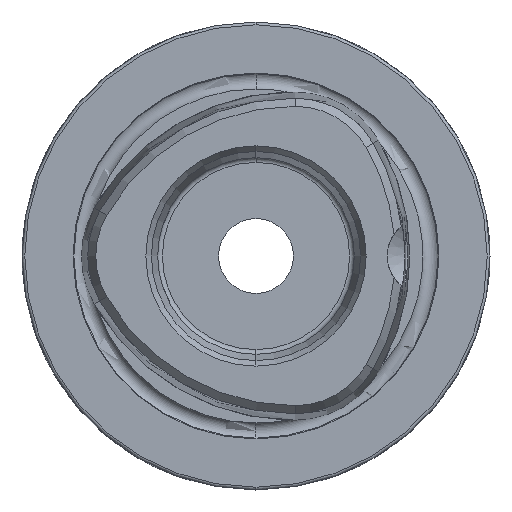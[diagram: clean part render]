
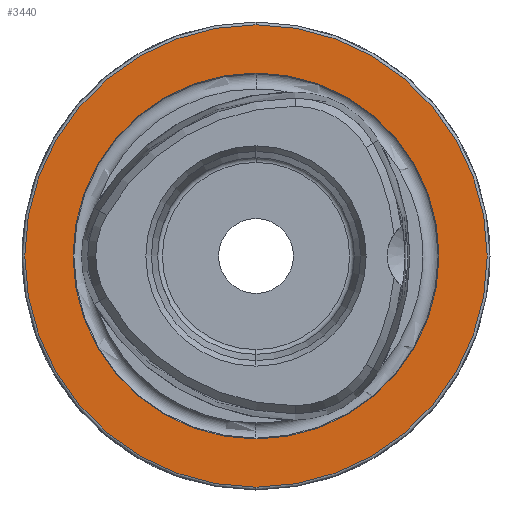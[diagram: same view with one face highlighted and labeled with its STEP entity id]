
A CAD part, left-side view. The second image highlights one B-rep face of the part: STEP entity #3440.
In plain terms, the highlighted planar face has unit normal (-1, 0, 0).
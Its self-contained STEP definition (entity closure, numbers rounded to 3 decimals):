
#125 = ORIENTED_EDGE ( 'NONE', *, *, #1793, .T. ) ;
#203 = EDGE_CURVE ( 'NONE', #3823, #1071, #1350, .T. ) ;
#434 = AXIS2_PLACEMENT_3D ( 'NONE', #2885, #3253, #4753 ) ;
#468 = ORIENTED_EDGE ( 'NONE', *, *, #203, .T. ) ;
#470 = CARTESIAN_POINT ( 'NONE',  ( 0., 0., 0. ) ) ;
#657 = CARTESIAN_POINT ( 'NONE',  ( 0., 0., -19.55 ) ) ;
#689 = AXIS2_PLACEMENT_3D ( 'NONE', #1958, #3916, #2352 ) ;
#784 = DIRECTION ( 'NONE',  ( 0., 0., 1. ) ) ;
#824 = CARTESIAN_POINT ( 'NONE',  ( 0., 0., 0. ) ) ;
#841 = CIRCLE ( 'NONE', #4452, 24.7 ) ;
#904 = CARTESIAN_POINT ( 'NONE',  ( 0., 0., 19.55 ) ) ;
#942 = ORIENTED_EDGE ( 'NONE', *, *, #3834, .F. ) ;
#1071 = VERTEX_POINT ( 'NONE', #1657 ) ;
#1201 = DIRECTION ( 'NONE',  ( 0., 0., 1. ) ) ;
#1350 = CIRCLE ( 'NONE', #3136, 24.7 ) ;
#1587 = EDGE_CURVE ( 'NONE', #3713, #4167, #3895, .T. ) ;
#1657 = CARTESIAN_POINT ( 'NONE',  ( 0., 0., 24.7 ) ) ;
#1793 = EDGE_CURVE ( 'NONE', #1071, #3823, #841, .T. ) ;
#1958 = CARTESIAN_POINT ( 'NONE',  ( 0., 0., 0. ) ) ;
#2160 = ORIENTED_EDGE ( 'NONE', *, *, #1587, .F. ) ;
#2352 = DIRECTION ( 'NONE',  ( 0., 0., 1. ) ) ;
#2414 = EDGE_LOOP ( 'NONE', ( #2160, #942 ) ) ;
#2451 = EDGE_LOOP ( 'NONE', ( #125, #468 ) ) ;
#2885 = CARTESIAN_POINT ( 'NONE',  ( 0., 0., 0. ) ) ;
#2938 = PLANE ( 'NONE',  #4418 ) ;
#2980 = DIRECTION ( 'NONE',  ( 0., 0., -1. ) ) ;
#3034 = DIRECTION ( 'NONE',  ( 1., 0., 0. ) ) ;
#3136 = AXIS2_PLACEMENT_3D ( 'NONE', #470, #3370, #784 ) ;
#3196 = CARTESIAN_POINT ( 'NONE',  ( 0., 0., -24.7 ) ) ;
#3253 = DIRECTION ( 'NONE',  ( -1., 0., 0. ) ) ;
#3370 = DIRECTION ( 'NONE',  ( -1., 0., 0. ) ) ;
#3406 = CARTESIAN_POINT ( 'NONE',  ( 0., 19.55, 0. ) ) ;
#3440 = ADVANCED_FACE ( 'NONE', ( #4555, #4149 ), #2938, .F. ) ;
#3713 = VERTEX_POINT ( 'NONE', #904 ) ;
#3823 = VERTEX_POINT ( 'NONE', #3196 ) ;
#3834 = EDGE_CURVE ( 'NONE', #4167, #3713, #4757, .T. ) ;
#3895 = CIRCLE ( 'NONE', #689, 19.55 ) ;
#3916 = DIRECTION ( 'NONE',  ( -1., 0., 0. ) ) ;
#4149 = FACE_OUTER_BOUND ( 'NONE', #2451, .T. ) ;
#4160 = DIRECTION ( 'NONE',  ( -1., 0., 0. ) ) ;
#4167 = VERTEX_POINT ( 'NONE', #657 ) ;
#4418 = AXIS2_PLACEMENT_3D ( 'NONE', #3406, #3034, #2980 ) ;
#4452 = AXIS2_PLACEMENT_3D ( 'NONE', #824, #4160, #1201 ) ;
#4555 = FACE_BOUND ( 'NONE', #2414, .T. ) ;
#4753 = DIRECTION ( 'NONE',  ( 0., 0., 1. ) ) ;
#4757 = CIRCLE ( 'NONE', #434, 19.55 ) ;
